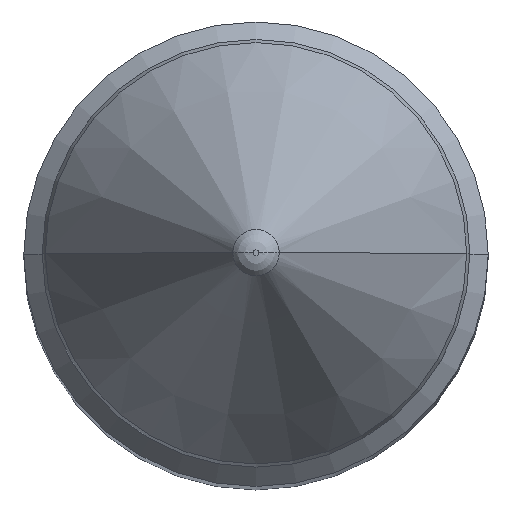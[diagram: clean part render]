
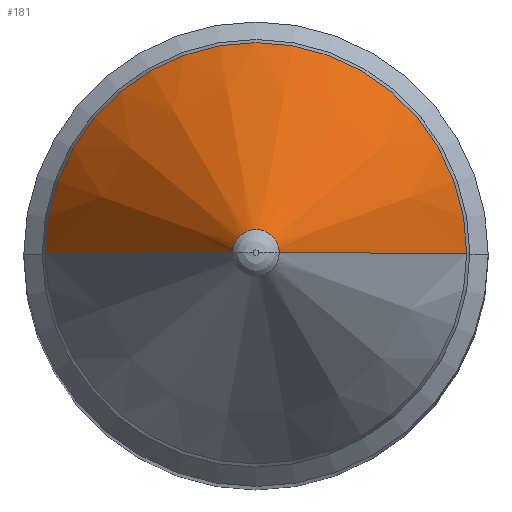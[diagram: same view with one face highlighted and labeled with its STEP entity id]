
A CAD part, top view. The second image highlights one B-rep face of the part: STEP entity #181.
In plain terms, the highlighted conical face has half-angle 30 degrees and reference radius 0.793 mm.
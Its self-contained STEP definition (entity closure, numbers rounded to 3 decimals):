
#28 = DIRECTION ( 'NONE',  ( 0.5, 0., -0.866 ) ) ;
#29 = VECTOR ( 'NONE', #28, 1000. ) ;
#58 = CARTESIAN_POINT ( 'NONE',  ( 0.793, 0., 99.6 ) ) ;
#59 = LINE ( 'NONE', #58, #29 ) ;
#64 = DIRECTION ( 'NONE',  ( 0., 0., -1. ) ) ;
#65 = FACE_OUTER_BOUND ( 'NONE', #224, .T. ) ;
#66 = DIRECTION ( 'NONE',  ( 0., 0., 1. ) ) ;
#67 = AXIS2_PLACEMENT_3D ( 'NONE', #90, #77, #76 ) ;
#68 = CIRCLE ( 'NONE', #69, 0.793 ) ;
#69 = AXIS2_PLACEMENT_3D ( 'NONE', #73, #66, #74 ) ;
#73 = CARTESIAN_POINT ( 'NONE',  ( 0., 0., 99.6 ) ) ;
#74 = DIRECTION ( 'NONE',  ( 1., 0., 0. ) ) ;
#76 = DIRECTION ( 'NONE',  ( 1., 0., 0. ) ) ;
#77 = DIRECTION ( 'NONE',  ( 0., 0., 1. ) ) ;
#83 = CARTESIAN_POINT ( 'NONE',  ( -0.793, 0., 99.6 ) ) ;
#84 = CONICAL_SURFACE ( 'NONE', #95, 0.793, 0.524 ) ;
#86 = DIRECTION ( 'NONE',  ( -1., 0., 0. ) ) ;
#90 = CARTESIAN_POINT ( 'NONE',  ( 0., 0., 88.5 ) ) ;
#91 = CIRCLE ( 'NONE', #67, 7.201 ) ;
#92 = CARTESIAN_POINT ( 'NONE',  ( 0., 0., 99.6 ) ) ;
#95 = AXIS2_PLACEMENT_3D ( 'NONE', #92, #64, #86 ) ;
#99 = CARTESIAN_POINT ( 'NONE',  ( 0.793, 0., 99.6 ) ) ;
#164 = EDGE_CURVE ( 'NONE', #178, #292, #59, .T. ) ;
#170 = ORIENTED_EDGE ( 'NONE', *, *, #175, .T. ) ;
#171 = ORIENTED_EDGE ( 'NONE', *, *, #226, .F. ) ;
#174 = EDGE_CURVE ( 'NONE', #178, #179, #68, .T. ) ;
#175 = EDGE_CURVE ( 'NONE', #292, #293, #91, .T. ) ;
#176 = ORIENTED_EDGE ( 'NONE', *, *, #164, .T. ) ;
#178 = VERTEX_POINT ( 'NONE', #99 ) ;
#179 = VERTEX_POINT ( 'NONE', #83 ) ;
#181 = ADVANCED_FACE ( 'NONE', ( #65 ), #84, .T. ) ;
#223 = ORIENTED_EDGE ( 'NONE', *, *, #174, .F. ) ;
#224 = EDGE_LOOP ( 'NONE', ( #223, #176, #170, #171 ) ) ;
#226 = EDGE_CURVE ( 'NONE', #179, #293, #505, .T. ) ;
#292 = VERTEX_POINT ( 'NONE', #730 ) ;
#293 = VERTEX_POINT ( 'NONE', #783 ) ;
#504 = CARTESIAN_POINT ( 'NONE',  ( -0.793, 0., 99.6 ) ) ;
#505 = LINE ( 'NONE', #504, #574 ) ;
#573 = DIRECTION ( 'NONE',  ( -0.5, 0., -0.866 ) ) ;
#574 = VECTOR ( 'NONE', #573, 1000. ) ;
#730 = CARTESIAN_POINT ( 'NONE',  ( 7.201, 0., 88.5 ) ) ;
#783 = CARTESIAN_POINT ( 'NONE',  ( -7.201, 0., 88.5 ) ) ;
